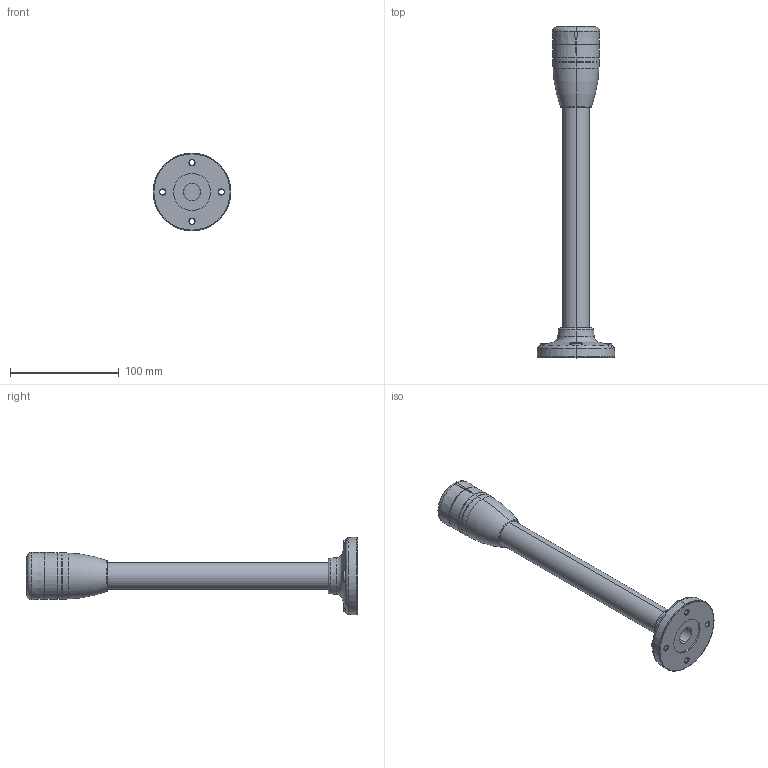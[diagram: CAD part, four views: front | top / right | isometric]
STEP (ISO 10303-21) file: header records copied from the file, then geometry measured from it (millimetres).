
FILE_DESCRIPTION (( 'STEP AP214' ), '1' );
FILE_NAME ('sl4_pib_250.stp', '2013-09-20T08:55:06', ( '' ), ( '' ), 'SwSTEP 2.0', 'SolidWorks 2011', '' );
FILE_SCHEMA (( 'AUTOMOTIVE_DESIGN' ));
Length unit declared in the file: millimetre
Products named in the file (3): SL4-TowerCap_HI; 171298_part1_HI; sl4_pib_250
Assembly tree (2 placements, depth 2):
  sl4_pib_250
    SL4-TowerCap_HI
    171298_part1_HI
Bounding box: 71.5 x 304.91 x 71.5 mm (x, y, z)
Volume: 158626.2 mm3; surface area: 67733.5 mm2
Topology: 2 solids, 2 shells, 183 faces, 426 edges, 274 vertices
Faces by surface type: plane 69, cylinder 60, cone 36, torus 14, sphere 4
Entity records: 5674 total; most frequent: CARTESIAN_POINT 1214, DIRECTION 1000, ORIENTED_EDGE 852, EDGE_CURVE 426, AXIS2_PLACEMENT_3D 420, VERTEX_POINT 274, CIRCLE 232, EDGE_LOOP 218
